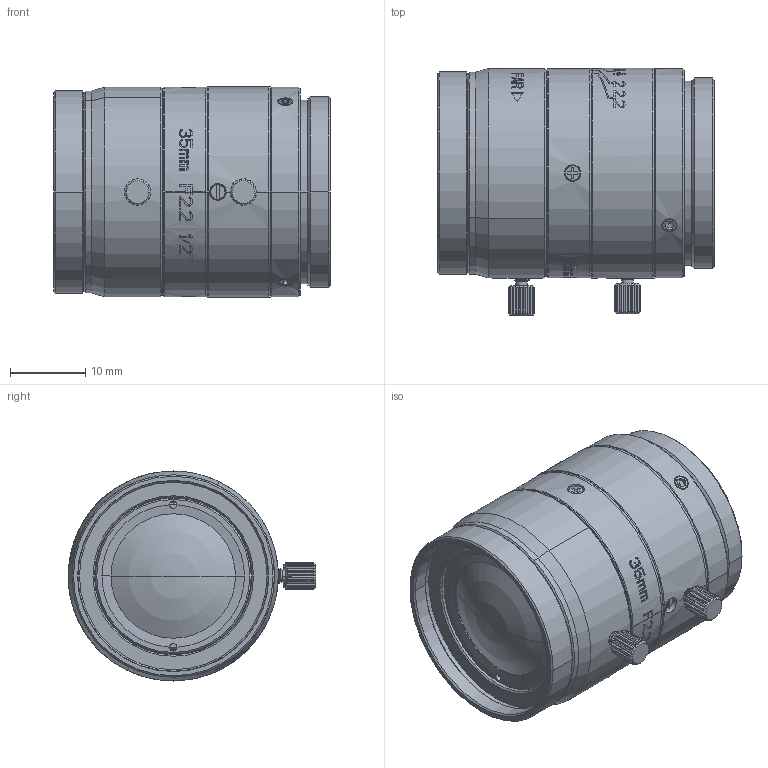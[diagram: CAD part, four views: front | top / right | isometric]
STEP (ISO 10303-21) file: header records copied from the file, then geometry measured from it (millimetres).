
FILE_DESCRIPTION(('FreeCAD Model'),'2;1');
FILE_NAME('Open CASCADE Shape Model','2025-01-22T13:53:36',('Author'),( ''),'Open CASCADE STEP processor 7.8','FreeCAD','Unknown');
FILE_SCHEMA(('AUTOMOTIVE_DESIGN { 1 0 10303 214 1 1 1 1 }'));
Length unit declared in the file: millimetre
Products named in the file (62): VA-LCM-5MP-35MM-F2.0-018; VA-LCM-5MP-35MM-F2.0-019; 503_3; SOLID; COMPOUND004; COMPOUND; COMPOUND001; COMPOUND002; COMPOUND003; 201_ASM_2_ASM; 501_8; SOLID001; COMPOUND009; COMPOUND005; COMPOUND006; COMPOUND007; COMPOUND008; 301_1; 511_1; SOLID002; SHELL; 202_ASM_1_ASM; 502_1; SOLID003; COMPOUND012; COMPOUND010; COMPOUND011; 304_1; 513_1; SOLID004; SHELL001; 504_2; SOLID005; COMPOUND015; COMPOUND013; COMPOUND014; 505_2; SOLID006; SHELL002; M14252001_1 ...
Assembly tree (67 placements, depth 7):
  VA-LCM-5MP-35MM-F2.0-018
    VA-LCM-5MP-35MM-F2.0-019
      503_3
        SOLID
        COMPOUND004
          COMPOUND
          COMPOUND001
          COMPOUND002
          COMPOUND003
      201_ASM_2_ASM
        501_8
          SOLID001
          COMPOUND009
            COMPOUND005
            COMPOUND006
            COMPOUND007
            COMPOUND008
        301_1
        511_1
          SOLID002
          SHELL
        202_ASM_1_ASM
          502_1
            SOLID003
            COMPOUND012
              COMPOUND010
              COMPOUND011
          304_1
          513_1
            SOLID004
            SHELL001
      504_2
        SOLID005
        COMPOUND015
          COMPOUND013
          COMPOUND014
      505_2
        SOLID006
        SHELL002
      M14252001_1  x2
      506_2
        SOLID007
        COMPOUND019
          COMPOUND016
          COMPOUND017
          COMPOUND018
      541_1
        SOLID008
        SHELL003
      507_1
        SOLID009
        COMPOUND024
          COMPOUND020
          COMPOUND021
          COMPOUND022
          COMPOUND023
      JD20202002_1
        SOLID010
        SHELL004
      JD20202002_002
Bounding box: 36.9 x 33 x 28 mm (x, y, z)
Volume: 14773 mm3; surface area: 21960.7 mm2
Topology: 19 solids, 45 shells, 1792 faces, 5124 edges, 3444 vertices
Faces by surface type: plane 762, cylinder 398, bspline 382, cone 240, sphere 8, torus 2
Entity records: 70673 total; most frequent: CARTESIAN_POINT 29219, ORIENTED_EDGE 9222, DIRECTION 7090, EDGE_CURVE 4664, VERTEX_POINT 3141, AXIS2_PLACEMENT_3D 2723, FACE_BOUND 1770, EDGE_LOOP 1770
